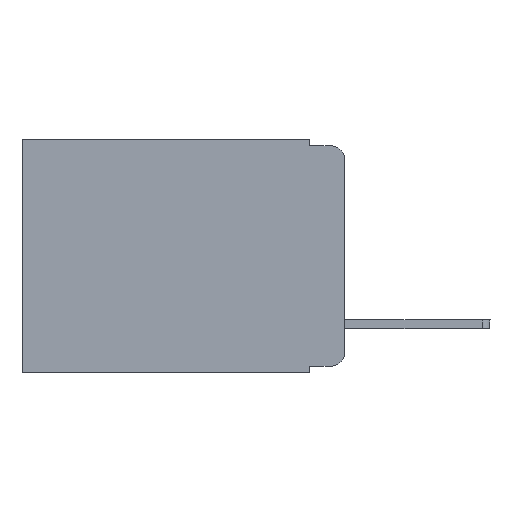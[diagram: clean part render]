
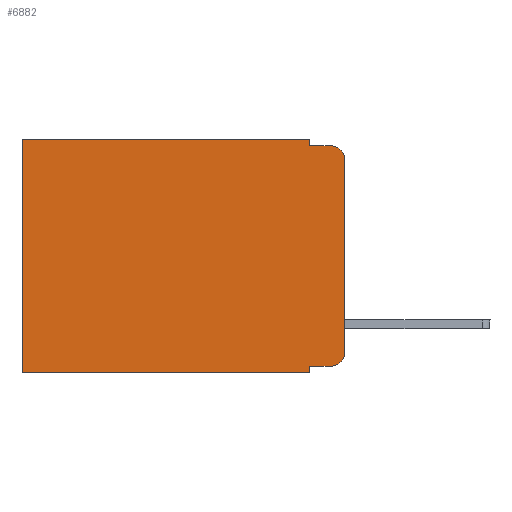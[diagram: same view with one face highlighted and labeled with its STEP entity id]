
A CAD part, left-side view. The second image highlights one B-rep face of the part: STEP entity #6882.
In plain terms, the highlighted planar face has unit normal (-1, 0, 0).
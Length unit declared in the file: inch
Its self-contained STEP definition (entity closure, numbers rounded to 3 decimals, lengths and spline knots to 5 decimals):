
#251 = VERTEX_POINT ( 'NONE', #13316 ) ;
#890 = CARTESIAN_POINT ( 'NONE',  ( 0.298, 0., -0.03 ) ) ;
#1003 = VECTOR ( 'NONE', #11807, 39.37008 ) ;
#1094 = VERTEX_POINT ( 'NONE', #8394 ) ;
#1238 = DIRECTION ( 'NONE',  ( -1., 0., 0. ) ) ;
#1391 = DIRECTION ( 'NONE',  ( 0., 0., -1. ) ) ;
#1524 = VECTOR ( 'NONE', #20851, 39.37008 ) ;
#2579 = LINE ( 'NONE', #19004, #1524 ) ;
#2593 = AXIS2_PLACEMENT_3D ( 'NONE', #2900, #21370, #9714 ) ;
#2900 = CARTESIAN_POINT ( 'NONE',  ( 0.298, 0., 0. ) ) ;
#2923 = VECTOR ( 'NONE', #18344, 39.37008 ) ;
#3180 = CARTESIAN_POINT ( 'NONE',  ( 0.298, 0.051, 0. ) ) ;
#3487 = VERTEX_POINT ( 'NONE', #4988 ) ;
#3644 = AXIS2_PLACEMENT_3D ( 'NONE', #16231, #1238, #15411 ) ;
#3687 = LINE ( 'NONE', #10400, #2923 ) ;
#3804 = ORIENTED_EDGE ( 'NONE', *, *, #21340, .F. ) ;
#3848 = DIRECTION ( 'NONE',  ( 0., 1., 0. ) ) ;
#4145 = CARTESIAN_POINT ( 'NONE',  ( 0.298, 0.051, 0. ) ) ;
#4336 = VERTEX_POINT ( 'NONE', #19484 ) ;
#4339 = CIRCLE ( 'NONE', #3644, 0.02 ) ;
#4448 = DIRECTION ( 'NONE',  ( 0., 0., -1. ) ) ;
#4614 = EDGE_CURVE ( 'NONE', #7140, #20593, #15848, .T. ) ;
#4886 = DIRECTION ( 'NONE',  ( 0., 0., -1. ) ) ;
#4892 = LINE ( 'NONE', #13262, #19838 ) ;
#4988 = CARTESIAN_POINT ( 'NONE',  ( 0.298, 0.473, -0.343 ) ) ;
#5093 = CARTESIAN_POINT ( 'NONE',  ( 0.298, 0.051, -0.333 ) ) ;
#5395 = VECTOR ( 'NONE', #14386, 39.37008 ) ;
#5420 = LINE ( 'NONE', #5093, #1003 ) ;
#5649 = EDGE_CURVE ( 'NONE', #20593, #3487, #8685, .T. ) ;
#5749 = CARTESIAN_POINT ( 'NONE',  ( 0.298, 0.051, -0.333 ) ) ;
#5916 = CARTESIAN_POINT ( 'NONE',  ( 0.298, 0., 0. ) ) ;
#6226 = LINE ( 'NONE', #3180, #7252 ) ;
#6528 = DIRECTION ( 'NONE',  ( -1., 0., 0. ) ) ;
#6882 = ADVANCED_FACE ( 'NONE', ( #19326 ), #17774, .F. ) ;
#6948 = EDGE_CURVE ( 'NONE', #21654, #4336, #4339, .T. ) ;
#7140 = VERTEX_POINT ( 'NONE', #20798 ) ;
#7252 = VECTOR ( 'NONE', #1391, 39.37008 ) ;
#7865 = EDGE_CURVE ( 'NONE', #12612, #4336, #3687, .T. ) ;
#8095 = EDGE_CURVE ( 'NONE', #8729, #3487, #2579, .T. ) ;
#8299 = CARTESIAN_POINT ( 'NONE',  ( 0.298, 0.02, -0.313 ) ) ;
#8394 = CARTESIAN_POINT ( 'NONE',  ( 0.298, 0.02, -0.333 ) ) ;
#8685 = LINE ( 'NONE', #11883, #19000 ) ;
#8729 = VERTEX_POINT ( 'NONE', #12553 ) ;
#8812 = ORIENTED_EDGE ( 'NONE', *, *, #21439, .F. ) ;
#9493 = ORIENTED_EDGE ( 'NONE', *, *, #7865, .F. ) ;
#9714 = DIRECTION ( 'NONE',  ( 0., 0., -1. ) ) ;
#10025 = EDGE_CURVE ( 'NONE', #1094, #251, #19688, .T. ) ;
#10400 = CARTESIAN_POINT ( 'NONE',  ( 0.298, 0.051, -0.01 ) ) ;
#11807 = DIRECTION ( 'NONE',  ( 0., -1., 0. ) ) ;
#11883 = CARTESIAN_POINT ( 'NONE',  ( 0.298, 0.473, 0. ) ) ;
#12553 = CARTESIAN_POINT ( 'NONE',  ( 0.298, 0.051, -0.343 ) ) ;
#12612 = VERTEX_POINT ( 'NONE', #21423 ) ;
#13262 = CARTESIAN_POINT ( 'NONE',  ( 0.298, 0., 0. ) ) ;
#13316 = CARTESIAN_POINT ( 'NONE',  ( 0.298, 0., -0.313 ) ) ;
#13722 = ORIENTED_EDGE ( 'NONE', *, *, #17122, .T. ) ;
#13991 = ORIENTED_EDGE ( 'NONE', *, *, #8095, .F. ) ;
#14070 = ORIENTED_EDGE ( 'NONE', *, *, #5649, .T. ) ;
#14386 = DIRECTION ( 'NONE',  ( 0., 0., -1. ) ) ;
#14774 = EDGE_CURVE ( 'NONE', #7140, #12612, #6226, .T. ) ;
#15232 = ORIENTED_EDGE ( 'NONE', *, *, #10025, .T. ) ;
#15411 = DIRECTION ( 'NONE',  ( 0., 0., -1. ) ) ;
#15613 = ORIENTED_EDGE ( 'NONE', *, *, #6948, .T. ) ;
#15823 = AXIS2_PLACEMENT_3D ( 'NONE', #8299, #6528, #4886 ) ;
#15848 = LINE ( 'NONE', #5916, #21729 ) ;
#16231 = CARTESIAN_POINT ( 'NONE',  ( 0.298, 0.02, -0.03 ) ) ;
#16970 = ORIENTED_EDGE ( 'NONE', *, *, #4614, .T. ) ;
#17122 = EDGE_CURVE ( 'NONE', #19682, #1094, #5420, .T. ) ;
#17176 = DIRECTION ( 'NONE',  ( 0., 0., -1. ) ) ;
#17774 = PLANE ( 'NONE',  #2593 ) ;
#17962 = EDGE_LOOP ( 'NONE', ( #8812, #15613, #9493, #18080, #16970, #14070, #13991, #3804, #13722, #15232 ) ) ;
#18080 = ORIENTED_EDGE ( 'NONE', *, *, #14774, .F. ) ;
#18344 = DIRECTION ( 'NONE',  ( 0., -1., 0. ) ) ;
#19000 = VECTOR ( 'NONE', #17176, 39.37008 ) ;
#19004 = CARTESIAN_POINT ( 'NONE',  ( 0.298, 0., -0.343 ) ) ;
#19326 = FACE_OUTER_BOUND ( 'NONE', #17962, .T. ) ;
#19350 = LINE ( 'NONE', #4145, #5395 ) ;
#19484 = CARTESIAN_POINT ( 'NONE',  ( 0.298, 0.02, -0.01 ) ) ;
#19682 = VERTEX_POINT ( 'NONE', #5749 ) ;
#19688 = CIRCLE ( 'NONE', #15823, 0.02 ) ;
#19838 = VECTOR ( 'NONE', #4448, 39.37008 ) ;
#20593 = VERTEX_POINT ( 'NONE', #21002 ) ;
#20798 = CARTESIAN_POINT ( 'NONE',  ( 0.298, 0.051, 0. ) ) ;
#20851 = DIRECTION ( 'NONE',  ( 0., 1., 0. ) ) ;
#21002 = CARTESIAN_POINT ( 'NONE',  ( 0.298, 0.473, 0. ) ) ;
#21340 = EDGE_CURVE ( 'NONE', #19682, #8729, #19350, .T. ) ;
#21370 = DIRECTION ( 'NONE',  ( 1., 0., 0. ) ) ;
#21423 = CARTESIAN_POINT ( 'NONE',  ( 0.298, 0.051, -0.01 ) ) ;
#21439 = EDGE_CURVE ( 'NONE', #21654, #251, #4892, .T. ) ;
#21654 = VERTEX_POINT ( 'NONE', #890 ) ;
#21729 = VECTOR ( 'NONE', #3848, 39.37008 ) ;
